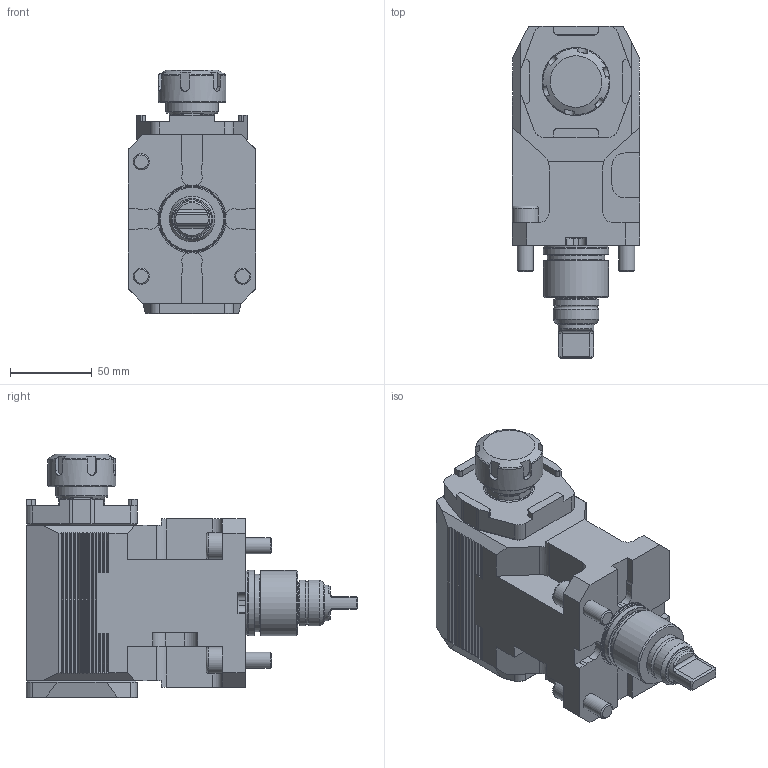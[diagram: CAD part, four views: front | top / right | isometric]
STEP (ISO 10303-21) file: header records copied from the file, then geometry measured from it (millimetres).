
FILE_DESCRIPTION (( 'STEP AP214' ), '1' );
FILE_NAME ('RRPPH25321UNZ.STEP', '2025-08-28T08:25:09', ( '' ), ( '' ), 'SwSTEP 2.0', 'SolidWorks 2023', '' );
FILE_SCHEMA (( 'AUTOMOTIVE_DESIGN' ));
Length unit declared in the file: millimetre
Products named in the file (1): RRPPH25321UNZ
Bounding box: 78 x 202.8 x 149.03 mm (x, y, z)
Volume: 1070572.2 mm3; surface area: 87944.6 mm2
Topology: 1 solids, 1 shells, 780 faces, 2145 edges, 1412 vertices
Faces by surface type: plane 527, cylinder 127, bspline 68, cone 35, torus 23
Full cylindrical faces by diameter (mm): 1.7 x1, 2.1 x1, 6.366 x1, 10 x3, 16 x3, 22 x1, 25 x1, 28 x2, 32 x1, 35.1 x1, 39.5 x1, 39.8 x1, 39.9 x1, 41.5 x1
Entity records: 31496 total; most frequent: CARTESIAN_POINT 9279, ORIENTED_EDGE 4170, DIRECTION 3506, EDGE_CURVE 2085, LINE 1534, VECTOR 1534, VERTEX_POINT 1395, AXIS2_PLACEMENT_3D 986
